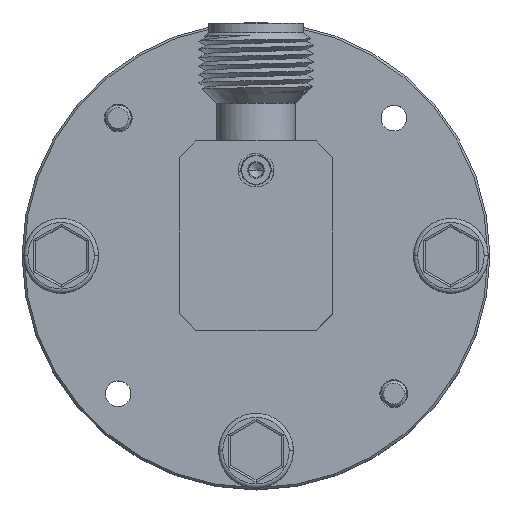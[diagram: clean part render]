
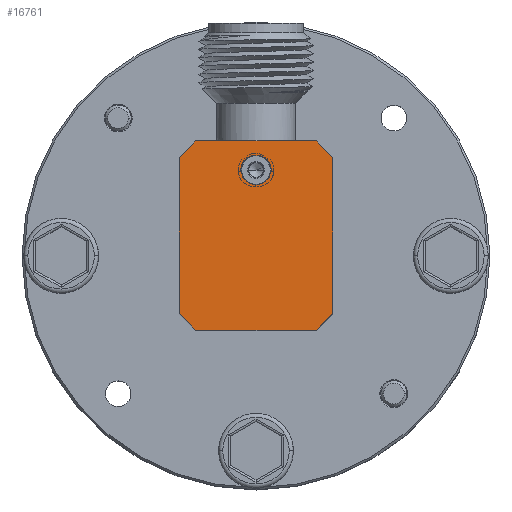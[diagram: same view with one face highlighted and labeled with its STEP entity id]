
A CAD part, top view. The second image highlights one B-rep face of the part: STEP entity #16761.
In plain terms, the highlighted planar face has unit normal (0, 0, 1).
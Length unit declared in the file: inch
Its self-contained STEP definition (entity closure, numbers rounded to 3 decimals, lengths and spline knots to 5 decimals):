
#60 = DIRECTION ( 'NONE',  ( -0.707, -0.707, 0. ) ) ;
#109 = LINE ( 'NONE', #23257, #438 ) ;
#438 = VECTOR ( 'NONE', #28063, 39.37008 ) ;
#510 = EDGE_CURVE ( 'NONE', #28560, #25738, #24265, .T. ) ;
#790 = VERTEX_POINT ( 'NONE', #7490 ) ;
#2775 = VECTOR ( 'NONE', #9394, 39.37008 ) ;
#2896 = CARTESIAN_POINT ( 'NONE',  ( 0.185, -0.14, 1.16 ) ) ;
#2957 = VECTOR ( 'NONE', #22592, 39.37008 ) ;
#3148 = LINE ( 'NONE', #22173, #21831 ) ;
#3246 = DIRECTION ( 'NONE',  ( 0., 1., 0. ) ) ;
#3439 = ORIENTED_EDGE ( 'NONE', *, *, #9993, .T. ) ;
#3901 = CARTESIAN_POINT ( 'NONE',  ( -0.145, 0.275, 1.16 ) ) ;
#4069 = DIRECTION ( 'NONE',  ( 1., 0., 0. ) ) ;
#4365 = LINE ( 'NONE', #15778, #2957 ) ;
#5065 = CARTESIAN_POINT ( 'NONE',  ( -0.035, 0.205, 1.16 ) ) ;
#5171 = VERTEX_POINT ( 'NONE', #5065 ) ;
#5265 = EDGE_LOOP ( 'NONE', ( #22866, #8138, #8882, #17837, #27126, #17460, #28475, #3439 ) ) ;
#5427 = CARTESIAN_POINT ( 'NONE',  ( 0.145, -0.18, 1.16 ) ) ;
#6659 = LINE ( 'NONE', #29010, #21506 ) ;
#6877 = CIRCLE ( 'NONE', #13491, 0.035 ) ;
#7369 = VECTOR ( 'NONE', #11248, 39.37008 ) ;
#7490 = CARTESIAN_POINT ( 'NONE',  ( 0.185, 0.235, 1.16 ) ) ;
#7514 = EDGE_CURVE ( 'NONE', #790, #9867, #109, .T. ) ;
#7891 = EDGE_CURVE ( 'NONE', #5171, #23654, #12725, .T. ) ;
#8001 = VERTEX_POINT ( 'NONE', #27352 ) ;
#8138 = ORIENTED_EDGE ( 'NONE', *, *, #510, .T. ) ;
#8882 = ORIENTED_EDGE ( 'NONE', *, *, #18910, .T. ) ;
#9394 = DIRECTION ( 'NONE',  ( -1., 0., 0. ) ) ;
#9827 = EDGE_CURVE ( 'NONE', #8001, #28560, #6659, .T. ) ;
#9867 = VERTEX_POINT ( 'NONE', #13311 ) ;
#9993 = EDGE_CURVE ( 'NONE', #27282, #8001, #11236, .T. ) ;
#10167 = CARTESIAN_POINT ( 'NONE',  ( 0., 0., 1.16 ) ) ;
#11236 = LINE ( 'NONE', #18685, #12986 ) ;
#11248 = DIRECTION ( 'NONE',  ( 0., 1., 0. ) ) ;
#12116 = EDGE_CURVE ( 'NONE', #24664, #790, #18697, .T. ) ;
#12725 = CIRCLE ( 'NONE', #20589, 0.035 ) ;
#12859 = DIRECTION ( 'NONE',  ( 0., 0., 1. ) ) ;
#12983 = EDGE_CURVE ( 'NONE', #13680, #24664, #3148, .T. ) ;
#12986 = VECTOR ( 'NONE', #60, 39.37008 ) ;
#13110 = EDGE_CURVE ( 'NONE', #9867, #27282, #19704, .T. ) ;
#13311 = CARTESIAN_POINT ( 'NONE',  ( 0.145, 0.275, 1.16 ) ) ;
#13425 = CARTESIAN_POINT ( 'NONE',  ( 0., 0.205, 1.16 ) ) ;
#13491 = AXIS2_PLACEMENT_3D ( 'NONE', #15482, #17459, #4069 ) ;
#13680 = VERTEX_POINT ( 'NONE', #5427 ) ;
#13770 = ORIENTED_EDGE ( 'NONE', *, *, #15849, .F. ) ;
#15442 = DIRECTION ( 'NONE',  ( 0.707, 0.707, 0. ) ) ;
#15482 = CARTESIAN_POINT ( 'NONE',  ( 0., 0.205, 1.16 ) ) ;
#15778 = CARTESIAN_POINT ( 'NONE',  ( -0.185, -0.18, 1.16 ) ) ;
#15849 = EDGE_CURVE ( 'NONE', #23654, #5171, #6877, .T. ) ;
#16761 = ADVANCED_FACE ( 'NONE', ( #20322, #21730 ), #21373, .T. ) ;
#17213 = VECTOR ( 'NONE', #21260, 39.37008 ) ;
#17459 = DIRECTION ( 'NONE',  ( 0., 0., 1. ) ) ;
#17460 = ORIENTED_EDGE ( 'NONE', *, *, #7514, .T. ) ;
#17535 = ORIENTED_EDGE ( 'NONE', *, *, #7891, .F. ) ;
#17837 = ORIENTED_EDGE ( 'NONE', *, *, #12983, .T. ) ;
#18191 = CARTESIAN_POINT ( 'NONE',  ( -0.185, -0.14, 1.16 ) ) ;
#18685 = CARTESIAN_POINT ( 'NONE',  ( -0.21, 0.21, 1.16 ) ) ;
#18697 = LINE ( 'NONE', #24906, #7369 ) ;
#18910 = EDGE_CURVE ( 'NONE', #25738, #13680, #4365, .T. ) ;
#19695 = CARTESIAN_POINT ( 'NONE',  ( 0.035, 0.205, 1.16 ) ) ;
#19704 = LINE ( 'NONE', #22932, #2775 ) ;
#20282 = DIRECTION ( 'NONE',  ( 1., 0., 0. ) ) ;
#20322 = FACE_BOUND ( 'NONE', #22570, .T. ) ;
#20589 = AXIS2_PLACEMENT_3D ( 'NONE', #13425, #29231, #20282 ) ;
#21260 = DIRECTION ( 'NONE',  ( 0.707, -0.707, 0. ) ) ;
#21356 = CARTESIAN_POINT ( 'NONE',  ( -0.1625, -0.1625, 1.16 ) ) ;
#21373 = PLANE ( 'NONE',  #21487 ) ;
#21487 = AXIS2_PLACEMENT_3D ( 'NONE', #10167, #12859, #3246 ) ;
#21506 = VECTOR ( 'NONE', #24302, 39.37008 ) ;
#21730 = FACE_OUTER_BOUND ( 'NONE', #5265, .T. ) ;
#21831 = VECTOR ( 'NONE', #15442, 39.37008 ) ;
#22173 = CARTESIAN_POINT ( 'NONE',  ( 0.1625, -0.1625, 1.16 ) ) ;
#22570 = EDGE_LOOP ( 'NONE', ( #13770, #17535 ) ) ;
#22592 = DIRECTION ( 'NONE',  ( 1., 0., 0. ) ) ;
#22866 = ORIENTED_EDGE ( 'NONE', *, *, #9827, .T. ) ;
#22932 = CARTESIAN_POINT ( 'NONE',  ( -0.185, 0.275, 1.16 ) ) ;
#23257 = CARTESIAN_POINT ( 'NONE',  ( 0.21, 0.21, 1.16 ) ) ;
#23654 = VERTEX_POINT ( 'NONE', #19695 ) ;
#24265 = LINE ( 'NONE', #21356, #17213 ) ;
#24302 = DIRECTION ( 'NONE',  ( 0., -1., 0. ) ) ;
#24664 = VERTEX_POINT ( 'NONE', #2896 ) ;
#24906 = CARTESIAN_POINT ( 'NONE',  ( 0.185, 0.275, 1.16 ) ) ;
#25738 = VERTEX_POINT ( 'NONE', #25980 ) ;
#25980 = CARTESIAN_POINT ( 'NONE',  ( -0.145, -0.18, 1.16 ) ) ;
#27126 = ORIENTED_EDGE ( 'NONE', *, *, #12116, .T. ) ;
#27282 = VERTEX_POINT ( 'NONE', #3901 ) ;
#27352 = CARTESIAN_POINT ( 'NONE',  ( -0.185, 0.235, 1.16 ) ) ;
#28063 = DIRECTION ( 'NONE',  ( -0.707, 0.707, 0. ) ) ;
#28475 = ORIENTED_EDGE ( 'NONE', *, *, #13110, .T. ) ;
#28560 = VERTEX_POINT ( 'NONE', #18191 ) ;
#29010 = CARTESIAN_POINT ( 'NONE',  ( -0.185, 0.275, 1.16 ) ) ;
#29231 = DIRECTION ( 'NONE',  ( 0., 0., 1. ) ) ;
